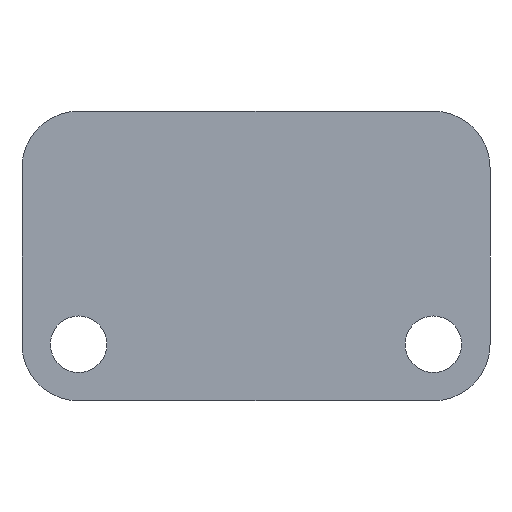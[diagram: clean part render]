
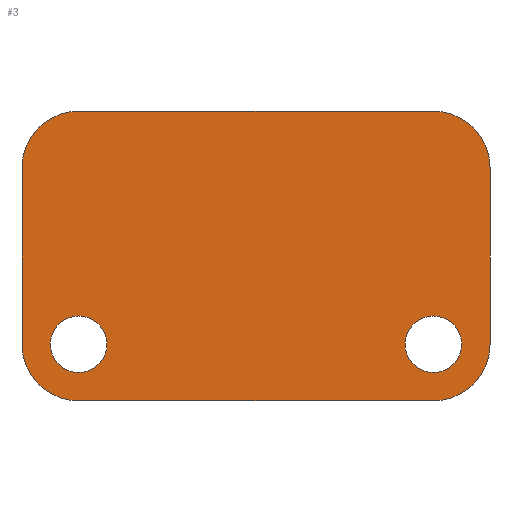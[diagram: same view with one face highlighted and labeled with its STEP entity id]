
A CAD part, front view. The second image highlights one B-rep face of the part: STEP entity #3.
In plain terms, the highlighted planar face has unit normal (0, -1, 0).
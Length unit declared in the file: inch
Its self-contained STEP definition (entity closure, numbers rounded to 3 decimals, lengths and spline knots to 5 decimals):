
#1 = CARTESIAN_POINT ( 'NONE',  ( 0.1, 0., -0.51181 ) ) ;
#3 = ADVANCED_FACE ( 'NONE', ( #426, #79, #357 ), #473, .T. ) ;
#8 = ORIENTED_EDGE ( 'NONE', *, *, #393, .T. ) ;
#12 = DIRECTION ( 'NONE',  ( 0., -1., 0. ) ) ;
#13 = DIRECTION ( 'NONE',  ( 0., -1., 0. ) ) ;
#15 = ORIENTED_EDGE ( 'NONE', *, *, #359, .T. ) ;
#22 = EDGE_CURVE ( 'NONE', #464, #418, #45, .T. ) ;
#24 = CIRCLE ( 'NONE', #94, 0.05 ) ;
#28 = AXIS2_PLACEMENT_3D ( 'NONE', #235, #12, #388 ) ;
#29 = ORIENTED_EDGE ( 'NONE', *, *, #125, .F. ) ;
#34 = CARTESIAN_POINT ( 'NONE',  ( 0.1, 0., -0.36181 ) ) ;
#45 = LINE ( 'NONE', #205, #332 ) ;
#49 = ORIENTED_EDGE ( 'NONE', *, *, #242, .F. ) ;
#50 = CARTESIAN_POINT ( 'NONE',  ( 0.72677, 0., -0.41181 ) ) ;
#55 = VERTEX_POINT ( 'NONE', #221 ) ;
#68 = CIRCLE ( 'NONE', #385, 0.1 ) ;
#75 = EDGE_CURVE ( 'NONE', #55, #399, #197, .T. ) ;
#76 = DIRECTION ( 'NONE',  ( 0., 0., -1. ) ) ;
#78 = ORIENTED_EDGE ( 'NONE', *, *, #367, .T. ) ;
#79 = FACE_BOUND ( 'NONE', #467, .T. ) ;
#81 = DIRECTION ( 'NONE',  ( 0., 1., 0. ) ) ;
#82 = CIRCLE ( 'NONE', #355, 0.05 ) ;
#84 = EDGE_LOOP ( 'NONE', ( #29, #374, #88, #246, #49, #396, #470, #319 ) ) ;
#88 = ORIENTED_EDGE ( 'NONE', *, *, #22, .F. ) ;
#94 = AXIS2_PLACEMENT_3D ( 'NONE', #309, #454, #423 ) ;
#109 = VECTOR ( 'NONE', #163, 39.37008 ) ;
#113 = VERTEX_POINT ( 'NONE', #34 ) ;
#125 = EDGE_CURVE ( 'NONE', #424, #440, #346, .T. ) ;
#131 = CARTESIAN_POINT ( 'NONE',  ( 0., 0., -0.41181 ) ) ;
#132 = VERTEX_POINT ( 'NONE', #192 ) ;
#157 = VECTOR ( 'NONE', #303, 39.37008 ) ;
#162 = VERTEX_POINT ( 'NONE', #279 ) ;
#163 = DIRECTION ( 'NONE',  ( -1., 0., 0. ) ) ;
#171 = DIRECTION ( 'NONE',  ( 0., 1., 0. ) ) ;
#175 = CARTESIAN_POINT ( 'NONE',  ( 0.1, 0., -0.41181 ) ) ;
#176 = DIRECTION ( 'NONE',  ( 0., 0., -1. ) ) ;
#192 = CARTESIAN_POINT ( 'NONE',  ( 0.72677, 0., -0.46181 ) ) ;
#195 = DIRECTION ( 'NONE',  ( 0., 1., 0. ) ) ;
#197 = CIRCLE ( 'NONE', #477, 0.1 ) ;
#203 = VERTEX_POINT ( 'NONE', #131 ) ;
#204 = DIRECTION ( 'NONE',  ( 0., -1., 0. ) ) ;
#205 = CARTESIAN_POINT ( 'NONE',  ( 0.82677, 0., 0. ) ) ;
#210 = DIRECTION ( 'NONE',  ( 0., -1., 0. ) ) ;
#221 = CARTESIAN_POINT ( 'NONE',  ( 0.1, 0., 0. ) ) ;
#223 = EDGE_CURVE ( 'NONE', #317, #113, #82, .T. ) ;
#235 = CARTESIAN_POINT ( 'NONE',  ( 0., 0., 0. ) ) ;
#238 = CARTESIAN_POINT ( 'NONE',  ( 0.82677, 0., -0.41181 ) ) ;
#242 = EDGE_CURVE ( 'NONE', #55, #392, #487, .T. ) ;
#244 = CARTESIAN_POINT ( 'NONE',  ( 0.82677, 0., -0.1 ) ) ;
#246 = ORIENTED_EDGE ( 'NONE', *, *, #373, .T. ) ;
#249 = EDGE_CURVE ( 'NONE', #203, #399, #415, .T. ) ;
#262 = DIRECTION ( 'NONE',  ( 1., 0., 0. ) ) ;
#266 = DIRECTION ( 'NONE',  ( 0., 0., -1. ) ) ;
#271 = CARTESIAN_POINT ( 'NONE',  ( 0.1, 0., -0.1 ) ) ;
#279 = CARTESIAN_POINT ( 'NONE',  ( 0.72677, 0., -0.36181 ) ) ;
#280 = DIRECTION ( 'NONE',  ( 0., 0., -1. ) ) ;
#285 = AXIS2_PLACEMENT_3D ( 'NONE', #420, #13, #280 ) ;
#292 = AXIS2_PLACEMENT_3D ( 'NONE', #417, #195, #266 ) ;
#295 = CARTESIAN_POINT ( 'NONE',  ( 0., 0., 0. ) ) ;
#303 = DIRECTION ( 'NONE',  ( 0., 0., 1. ) ) ;
#309 = CARTESIAN_POINT ( 'NONE',  ( 0.72677, 0., -0.41181 ) ) ;
#314 = CIRCLE ( 'NONE', #479, 0.05 ) ;
#317 = VERTEX_POINT ( 'NONE', #452 ) ;
#319 = ORIENTED_EDGE ( 'NONE', *, *, #436, .T. ) ;
#320 = DIRECTION ( 'NONE',  ( 0., 0., 1. ) ) ;
#323 = DIRECTION ( 'NONE',  ( 0., 0., -1. ) ) ;
#330 = CARTESIAN_POINT ( 'NONE',  ( 0., 0., 0. ) ) ;
#332 = VECTOR ( 'NONE', #176, 39.37008 ) ;
#340 = VECTOR ( 'NONE', #262, 39.37008 ) ;
#342 = CIRCLE ( 'NONE', #292, 0.05 ) ;
#346 = LINE ( 'NONE', #493, #109 ) ;
#352 = CARTESIAN_POINT ( 'NONE',  ( 0.1, 0., -0.41181 ) ) ;
#355 = AXIS2_PLACEMENT_3D ( 'NONE', #352, #171, #320 ) ;
#356 = DIRECTION ( 'NONE',  ( 0., 0., -1. ) ) ;
#357 = FACE_OUTER_BOUND ( 'NONE', #84, .T. ) ;
#359 = EDGE_CURVE ( 'NONE', #132, #162, #24, .T. ) ;
#367 = EDGE_CURVE ( 'NONE', #162, #132, #342, .T. ) ;
#373 = EDGE_CURVE ( 'NONE', #464, #392, #447, .T. ) ;
#374 = ORIENTED_EDGE ( 'NONE', *, *, #471, .T. ) ;
#385 = AXIS2_PLACEMENT_3D ( 'NONE', #50, #210, #356 ) ;
#388 = DIRECTION ( 'NONE',  ( 0., 0., -1. ) ) ;
#390 = CARTESIAN_POINT ( 'NONE',  ( 0.72677, 0., -0.51181 ) ) ;
#392 = VERTEX_POINT ( 'NONE', #425 ) ;
#393 = EDGE_CURVE ( 'NONE', #113, #317, #314, .T. ) ;
#396 = ORIENTED_EDGE ( 'NONE', *, *, #75, .T. ) ;
#399 = VERTEX_POINT ( 'NONE', #432 ) ;
#415 = LINE ( 'NONE', #330, #157 ) ;
#417 = CARTESIAN_POINT ( 'NONE',  ( 0.72677, 0., -0.41181 ) ) ;
#418 = VERTEX_POINT ( 'NONE', #238 ) ;
#420 = CARTESIAN_POINT ( 'NONE',  ( 0.72677, 0., -0.1 ) ) ;
#423 = DIRECTION ( 'NONE',  ( 0., 0., -1. ) ) ;
#424 = VERTEX_POINT ( 'NONE', #390 ) ;
#425 = CARTESIAN_POINT ( 'NONE',  ( 0.72677, 0., 0. ) ) ;
#426 = FACE_BOUND ( 'NONE', #462, .T. ) ;
#432 = CARTESIAN_POINT ( 'NONE',  ( 0., 0., -0.1 ) ) ;
#436 = EDGE_CURVE ( 'NONE', #203, #440, #468, .T. ) ;
#440 = VERTEX_POINT ( 'NONE', #1 ) ;
#447 = CIRCLE ( 'NONE', #285, 0.1 ) ;
#452 = CARTESIAN_POINT ( 'NONE',  ( 0.1, 0., -0.46181 ) ) ;
#454 = DIRECTION ( 'NONE',  ( 0., 1., 0. ) ) ;
#460 = DIRECTION ( 'NONE',  ( 0., -1., 0. ) ) ;
#462 = EDGE_LOOP ( 'NONE', ( #8, #497 ) ) ;
#464 = VERTEX_POINT ( 'NONE', #244 ) ;
#465 = DIRECTION ( 'NONE',  ( 0., 0., 1. ) ) ;
#467 = EDGE_LOOP ( 'NONE', ( #78, #15 ) ) ;
#468 = CIRCLE ( 'NONE', #484, 0.1 ) ;
#470 = ORIENTED_EDGE ( 'NONE', *, *, #249, .F. ) ;
#471 = EDGE_CURVE ( 'NONE', #424, #418, #68, .T. ) ;
#473 = PLANE ( 'NONE',  #28 ) ;
#474 = CARTESIAN_POINT ( 'NONE',  ( 0.1, 0., -0.41181 ) ) ;
#477 = AXIS2_PLACEMENT_3D ( 'NONE', #271, #460, #76 ) ;
#479 = AXIS2_PLACEMENT_3D ( 'NONE', #474, #81, #465 ) ;
#484 = AXIS2_PLACEMENT_3D ( 'NONE', #175, #204, #323 ) ;
#487 = LINE ( 'NONE', #295, #340 ) ;
#493 = CARTESIAN_POINT ( 'NONE',  ( 0., 0., -0.51181 ) ) ;
#497 = ORIENTED_EDGE ( 'NONE', *, *, #223, .T. ) ;
